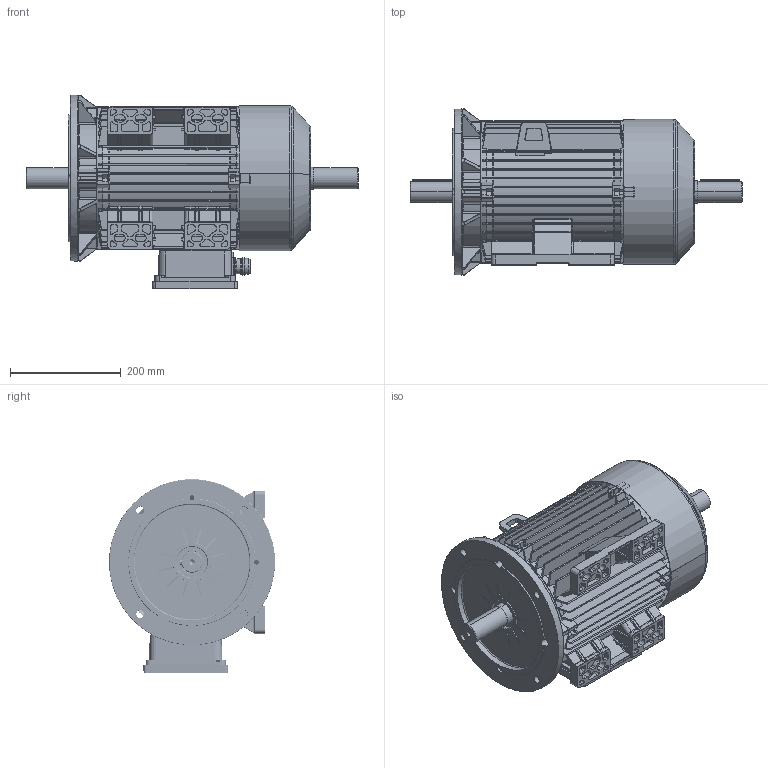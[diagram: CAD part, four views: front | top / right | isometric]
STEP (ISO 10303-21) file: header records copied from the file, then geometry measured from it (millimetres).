
FILE_DESCRIPTION (( 'STEP AP214' ), '1' );
FILE_NAME ('FCAP 132SM-B3 B5-IC411-2-4-6-8 POLES -TB LEFT-DOUBLE SHAFT-LONG VERSION.STEP', '2024-09-24T12:50:56', ( '' ), ( '' ), 'SwSTEP 2.0', 'SolidWorks 2024', '' );
FILE_SCHEMA (( 'AUTOMOTIVE_DESIGN' ));
Length unit declared in the file: millimetre
Products named in the file (15): Guarnizione scatola-coperchio 132; Guarnizione scatola-motore 132; Ventola alluminio 90; PRESSACAVO M25; Flangia FC132_Cuscinetto_6208; FCAP 132SM-B3 B5-IC411-2-4-6-8 POLES -TB LEFT-DOUBLE SHAFT-LONG VERSION; Gruppo Coprimorsettiera 132; parallel_din_Parallel key A10 x 8 x 70 DIN 6885; Coperchio scatola morsetti 132; Copriventola 132M H.130; Albero 132M PACCO 230 SCUDO POST.160T ALTO DIS. A30724; Tappo M25; Scudo C160MT anteriore; Carcassa 132SM-B3-laterale; Scatola morsetti 132
Assembly tree (16 placements, depth 3):
  FCAP 132SM-B3 B5-IC411-2-4-6-8 POLES -TB LEFT-DOUBLE SHAFT-LONG VERSION
    Albero 132M PACCO 230 SCUDO POST.160T ALTO DIS. A30724  x2
    parallel_din_Parallel key A10 x 8 x 70 DIN 6885  x2
    Carcassa 132SM-B3-laterale
    Gruppo Coprimorsettiera 132
      Scatola morsetti 132
      Coperchio scatola morsetti 132
      Guarnizione scatola-motore 132
      PRESSACAVO M25
      Tappo M25
      Guarnizione scatola-coperchio 132
    Copriventola 132M H.130
    Scudo C160MT anteriore
    Ventola alluminio 90
    Flangia FC132_Cuscinetto_6208
Bounding box: 600 x 300 x 350 mm (x, y, z)
Volume: 5838445 mm3; surface area: 2099039.6 mm2
Topology: 32 solids, 36 shells, 6004 faces, 15974 edges, 10097 vertices
Faces by surface type: plane 2407, cylinder 1580, cone 786, torus 755, bspline 330, sphere 146
Entity records: 204957 total; most frequent: CARTESIAN_POINT 58847, ORIENTED_EDGE 31604, DIRECTION 29427, EDGE_CURVE 15802, AXIS2_PLACEMENT_3D 10838, VERTEX_POINT 10012, VECTOR 7751, LINE 7751
